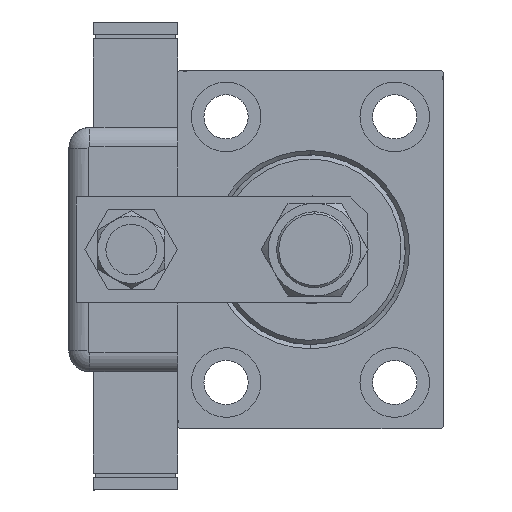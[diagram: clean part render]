
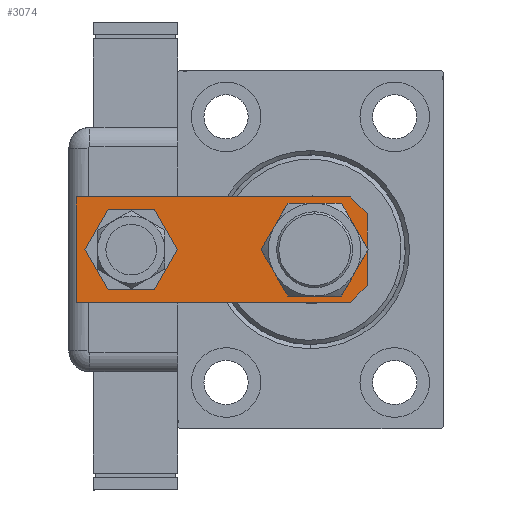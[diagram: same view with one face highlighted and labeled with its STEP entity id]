
A CAD part, left-side view. The second image highlights one B-rep face of the part: STEP entity #3074.
In plain terms, the highlighted face is planar.
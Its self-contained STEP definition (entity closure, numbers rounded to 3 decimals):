
#319 = LINE ( 'NONE', #18261, #48394 ) ;
#451 = DIRECTION ( 'NONE',  ( 1., 0., 0. ) ) ;
#2098 = VECTOR ( 'NONE', #11146, 1000. ) ;
#2337 = VERTEX_POINT ( 'NONE', #43311 ) ;
#3074 = ADVANCED_FACE ( 'NONE', ( #3215, #3519, #22360 ), #59843, .F. ) ;
#3215 = FACE_OUTER_BOUND ( 'NONE', #35751, .T. ) ;
#3429 = VECTOR ( 'NONE', #55912, 1000. ) ;
#3519 = FACE_BOUND ( 'NONE', #34144, .T. ) ;
#4643 = EDGE_CURVE ( 'NONE', #59902, #40350, #24786, .T. ) ;
#5471 = DIRECTION ( 'NONE',  ( 1., 0., 0. ) ) ;
#5748 = CARTESIAN_POINT ( 'NONE',  ( -8.5, 0., 0. ) ) ;
#6077 = CARTESIAN_POINT ( 'NONE',  ( -12.5, 69., 0. ) ) ;
#6366 = EDGE_CURVE ( 'NONE', #13722, #37113, #42593, .T. ) ;
#6388 = CARTESIAN_POINT ( 'NONE',  ( 0., 12.5, 0. ) ) ;
#6918 = DIRECTION ( 'NONE',  ( 1., 0., 0. ) ) ;
#6968 = AXIS2_PLACEMENT_3D ( 'NONE', #54248, #24855, #6918 ) ;
#7656 = EDGE_CURVE ( 'NONE', #16707, #13326, #21789, .T. ) ;
#7802 = VERTEX_POINT ( 'NONE', #41078 ) ;
#9702 = VERTEX_POINT ( 'NONE', #6077 ) ;
#9710 = ORIENTED_EDGE ( 'NONE', *, *, #40281, .F. ) ;
#10100 = CARTESIAN_POINT ( 'NONE',  ( 12.5, 69., 0. ) ) ;
#10399 = AXIS2_PLACEMENT_3D ( 'NONE', #32913, #23921, #451 ) ;
#10778 = VECTOR ( 'NONE', #57309, 1000. ) ;
#11115 = DIRECTION ( 'NONE',  ( 1., 0., 0. ) ) ;
#11146 = DIRECTION ( 'NONE',  ( 0., -1., 0. ) ) ;
#11468 = ORIENTED_EDGE ( 'NONE', *, *, #46147, .T. ) ;
#13326 = VERTEX_POINT ( 'NONE', #60021 ) ;
#13722 = VERTEX_POINT ( 'NONE', #5748 ) ;
#14948 = VERTEX_POINT ( 'NONE', #44742 ) ;
#16012 = EDGE_CURVE ( 'NONE', #14948, #7802, #58701, .T. ) ;
#16707 = VERTEX_POINT ( 'NONE', #16961 ) ;
#16762 = AXIS2_PLACEMENT_3D ( 'NONE', #41274, #60132, #17735 ) ;
#16961 = CARTESIAN_POINT ( 'NONE',  ( 7., 56., 0. ) ) ;
#17735 = DIRECTION ( 'NONE',  ( 1., 0., 0. ) ) ;
#18261 = CARTESIAN_POINT ( 'NONE',  ( 12.5, 69., 0. ) ) ;
#19064 = DIRECTION ( 'NONE',  ( -0.707, 0.707, 0. ) ) ;
#19068 = ORIENTED_EDGE ( 'NONE', *, *, #33433, .T. ) ;
#21789 = CIRCLE ( 'NONE', #6968, 7. ) ;
#22219 = LINE ( 'NONE', #31197, #32723 ) ;
#22360 = FACE_BOUND ( 'NONE', #34797, .T. ) ;
#22569 = DIRECTION ( 'NONE',  ( -1., 0., 0. ) ) ;
#23726 = ORIENTED_EDGE ( 'NONE', *, *, #6366, .T. ) ;
#23921 = DIRECTION ( 'NONE',  ( 0., 0., 1. ) ) ;
#24083 = AXIS2_PLACEMENT_3D ( 'NONE', #29963, #45120, #11115 ) ;
#24786 = LINE ( 'NONE', #56706, #10778 ) ;
#24855 = DIRECTION ( 'NONE',  ( 0., 0., 1. ) ) ;
#25192 = EDGE_CURVE ( 'NONE', #40350, #9702, #319, .T. ) ;
#27582 = CARTESIAN_POINT ( 'NONE',  ( -12.5, 4., 0. ) ) ;
#29963 = CARTESIAN_POINT ( 'NONE',  ( 0., 12.5, 0. ) ) ;
#30868 = AXIS2_PLACEMENT_3D ( 'NONE', #6388, #38557, #5471 ) ;
#31197 = CARTESIAN_POINT ( 'NONE',  ( 12.5, 4., 0. ) ) ;
#32723 = VECTOR ( 'NONE', #50094, 1000. ) ;
#32913 = CARTESIAN_POINT ( 'NONE',  ( 0., 56., 0. ) ) ;
#33360 = EDGE_CURVE ( 'NONE', #9702, #37113, #54118, .T. ) ;
#33433 = EDGE_CURVE ( 'NONE', #59902, #2337, #22219, .T. ) ;
#33589 = VECTOR ( 'NONE', #19064, 1000. ) ;
#34144 = EDGE_LOOP ( 'NONE', ( #11468, #47317 ) ) ;
#34797 = EDGE_LOOP ( 'NONE', ( #50131, #56497 ) ) ;
#35751 = EDGE_LOOP ( 'NONE', ( #9710, #23726, #42192, #36098, #53016, #19068 ) ) ;
#35975 = CARTESIAN_POINT ( 'NONE',  ( 12.5, 4., 0. ) ) ;
#36098 = ORIENTED_EDGE ( 'NONE', *, *, #25192, .F. ) ;
#36498 = EDGE_CURVE ( 'NONE', #7802, #14948, #57567, .T. ) ;
#37029 = LINE ( 'NONE', #47537, #3429 ) ;
#37113 = VERTEX_POINT ( 'NONE', #27582 ) ;
#38248 = CARTESIAN_POINT ( 'NONE',  ( -8.5, 0., 0. ) ) ;
#38557 = DIRECTION ( 'NONE',  ( 0., 0., 1. ) ) ;
#40281 = EDGE_CURVE ( 'NONE', #13722, #2337, #37029, .T. ) ;
#40350 = VERTEX_POINT ( 'NONE', #10100 ) ;
#41078 = CARTESIAN_POINT ( 'NONE',  ( -7., 12.5, 0. ) ) ;
#41274 = CARTESIAN_POINT ( 'NONE',  ( 0., 0., 0. ) ) ;
#42192 = ORIENTED_EDGE ( 'NONE', *, *, #33360, .F. ) ;
#42593 = LINE ( 'NONE', #38248, #33589 ) ;
#43311 = CARTESIAN_POINT ( 'NONE',  ( 8.5, 0., 0. ) ) ;
#44742 = CARTESIAN_POINT ( 'NONE',  ( 7., 12.5, 0. ) ) ;
#45120 = DIRECTION ( 'NONE',  ( 0., 0., 1. ) ) ;
#46147 = EDGE_CURVE ( 'NONE', #13326, #16707, #50942, .T. ) ;
#47317 = ORIENTED_EDGE ( 'NONE', *, *, #7656, .T. ) ;
#47537 = CARTESIAN_POINT ( 'NONE',  ( -12.5, 0., 0. ) ) ;
#48394 = VECTOR ( 'NONE', #22569, 1000. ) ;
#50094 = DIRECTION ( 'NONE',  ( -0.707, -0.707, 0. ) ) ;
#50131 = ORIENTED_EDGE ( 'NONE', *, *, #36498, .T. ) ;
#50942 = CIRCLE ( 'NONE', #10399, 7. ) ;
#53016 = ORIENTED_EDGE ( 'NONE', *, *, #4643, .F. ) ;
#53528 = CARTESIAN_POINT ( 'NONE',  ( -12.5, 69., 0. ) ) ;
#54118 = LINE ( 'NONE', #53528, #2098 ) ;
#54248 = CARTESIAN_POINT ( 'NONE',  ( 0., 56., 0. ) ) ;
#55912 = DIRECTION ( 'NONE',  ( 1., 0., 0. ) ) ;
#56497 = ORIENTED_EDGE ( 'NONE', *, *, #16012, .T. ) ;
#56706 = CARTESIAN_POINT ( 'NONE',  ( 12.5, 0., 0. ) ) ;
#57309 = DIRECTION ( 'NONE',  ( 0., 1., 0. ) ) ;
#57567 = CIRCLE ( 'NONE', #30868, 7. ) ;
#58701 = CIRCLE ( 'NONE', #24083, 7. ) ;
#59843 = PLANE ( 'NONE',  #16762 ) ;
#59902 = VERTEX_POINT ( 'NONE', #35975 ) ;
#60021 = CARTESIAN_POINT ( 'NONE',  ( -7., 56., 0. ) ) ;
#60132 = DIRECTION ( 'NONE',  ( 0., 0., 1. ) ) ;
